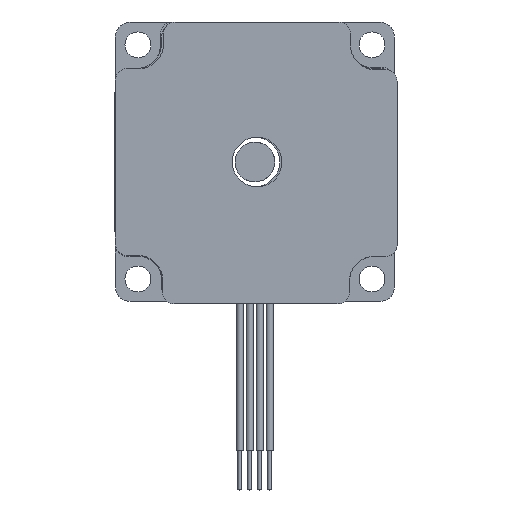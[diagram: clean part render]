
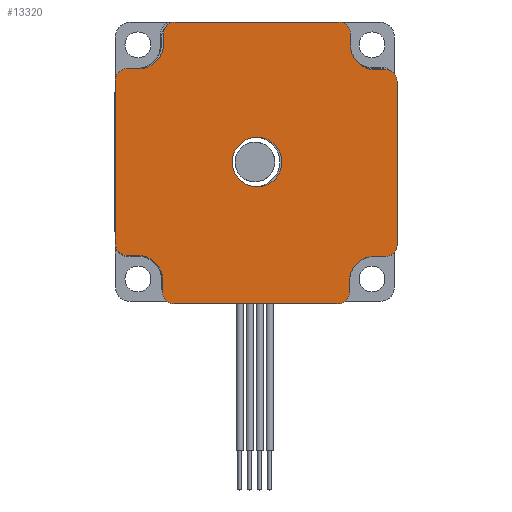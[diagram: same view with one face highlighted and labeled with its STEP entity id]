
A CAD part, top view. The second image highlights one B-rep face of the part: STEP entity #13320.
In plain terms, the highlighted face is planar.
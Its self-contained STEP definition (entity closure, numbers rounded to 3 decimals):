
#544=FACE_BOUND('',#1879,.T.);
#1122=FACE_OUTER_BOUND('',#1878,.T.);
#1878=EDGE_LOOP('',(#11584,#11585,#11586,#11587,#11588,#11589,#11590,#11591,
#11592,#11593,#11594,#11595,#11596,#11597,#11598,#11599,#11600,#11601,#11602,
#11603,#11604,#11605,#11606,#11607));
#1879=EDGE_LOOP('',(#11608));
#2926=LINE('',#22487,#4041);
#2927=LINE('',#22491,#4042);
#2928=LINE('',#22495,#4043);
#2929=LINE('',#22499,#4044);
#2930=LINE('',#22503,#4045);
#2931=LINE('',#22507,#4046);
#2932=LINE('',#22511,#4047);
#2933=LINE('',#22515,#4048);
#2934=LINE('',#22519,#4049);
#2935=LINE('',#22523,#4050);
#2936=LINE('',#22527,#4051);
#2937=LINE('',#22530,#4052);
#4041=VECTOR('',#18404,2.3);
#4042=VECTOR('',#18407,33.);
#4043=VECTOR('',#18410,2.1);
#4044=VECTOR('',#18413,2.417);
#4045=VECTOR('',#18416,33.);
#4046=VECTOR('',#18419,2.217);
#4047=VECTOR('',#18422,2.417);
#4048=VECTOR('',#18425,33.);
#4049=VECTOR('',#18428,2.217);
#4050=VECTOR('',#18431,2.3);
#4051=VECTOR('',#18434,33.);
#4052=VECTOR('',#18437,2.1);
#5046=CIRCLE('',#14743,5.);
#5049=CIRCLE('',#14750,5.);
#5050=CIRCLE('',#14751,2.3);
#5051=CIRCLE('',#14752,2.3);
#5052=CIRCLE('',#14753,5.);
#5053=CIRCLE('',#14754,2.3);
#5054=CIRCLE('',#14755,2.3);
#5055=CIRCLE('',#14756,5.);
#5056=CIRCLE('',#14757,2.3);
#5057=CIRCLE('',#14758,2.3);
#5058=CIRCLE('',#14759,5.);
#5059=CIRCLE('',#14760,2.3);
#5060=CIRCLE('',#14761,2.3);
#6223=VERTEX_POINT('',#22465);
#6230=VERTEX_POINT('',#22483);
#6231=VERTEX_POINT('',#22484);
#6232=VERTEX_POINT('',#22486);
#6233=VERTEX_POINT('',#22488);
#6234=VERTEX_POINT('',#22490);
#6235=VERTEX_POINT('',#22492);
#6236=VERTEX_POINT('',#22494);
#6237=VERTEX_POINT('',#22496);
#6238=VERTEX_POINT('',#22498);
#6239=VERTEX_POINT('',#22500);
#6240=VERTEX_POINT('',#22502);
#6241=VERTEX_POINT('',#22504);
#6242=VERTEX_POINT('',#22506);
#6243=VERTEX_POINT('',#22508);
#6244=VERTEX_POINT('',#22510);
#6245=VERTEX_POINT('',#22512);
#6246=VERTEX_POINT('',#22514);
#6247=VERTEX_POINT('',#22516);
#6248=VERTEX_POINT('',#22518);
#6249=VERTEX_POINT('',#22520);
#6250=VERTEX_POINT('',#22522);
#6251=VERTEX_POINT('',#22524);
#6252=VERTEX_POINT('',#22526);
#6253=VERTEX_POINT('',#22528);
#8068=EDGE_CURVE('',#6223,#6223,#5046,.T.);
#8075=EDGE_CURVE('',#6230,#6231,#5049,.T.);
#8076=EDGE_CURVE('',#6232,#6230,#2926,.T.);
#8077=EDGE_CURVE('',#6233,#6232,#5050,.T.);
#8078=EDGE_CURVE('',#6234,#6233,#2927,.T.);
#8079=EDGE_CURVE('',#6235,#6234,#5051,.T.);
#8080=EDGE_CURVE('',#6236,#6235,#2928,.T.);
#8081=EDGE_CURVE('',#6237,#6236,#5052,.T.);
#8082=EDGE_CURVE('',#6238,#6237,#2929,.T.);
#8083=EDGE_CURVE('',#6239,#6238,#5053,.T.);
#8084=EDGE_CURVE('',#6240,#6239,#2930,.T.);
#8085=EDGE_CURVE('',#6241,#6240,#5054,.T.);
#8086=EDGE_CURVE('',#6242,#6241,#2931,.T.);
#8087=EDGE_CURVE('',#6243,#6242,#5055,.T.);
#8088=EDGE_CURVE('',#6244,#6243,#2932,.T.);
#8089=EDGE_CURVE('',#6245,#6244,#5056,.T.);
#8090=EDGE_CURVE('',#6246,#6245,#2933,.T.);
#8091=EDGE_CURVE('',#6247,#6246,#5057,.T.);
#8092=EDGE_CURVE('',#6248,#6247,#2934,.T.);
#8093=EDGE_CURVE('',#6249,#6248,#5058,.T.);
#8094=EDGE_CURVE('',#6250,#6249,#2935,.T.);
#8095=EDGE_CURVE('',#6251,#6250,#5059,.T.);
#8096=EDGE_CURVE('',#6252,#6251,#2936,.T.);
#8097=EDGE_CURVE('',#6253,#6252,#5060,.T.);
#8098=EDGE_CURVE('',#6231,#6253,#2937,.T.);
#11584=ORIENTED_EDGE('',*,*,#8075,.F.);
#11585=ORIENTED_EDGE('',*,*,#8076,.F.);
#11586=ORIENTED_EDGE('',*,*,#8077,.F.);
#11587=ORIENTED_EDGE('',*,*,#8078,.F.);
#11588=ORIENTED_EDGE('',*,*,#8079,.F.);
#11589=ORIENTED_EDGE('',*,*,#8080,.F.);
#11590=ORIENTED_EDGE('',*,*,#8081,.F.);
#11591=ORIENTED_EDGE('',*,*,#8082,.F.);
#11592=ORIENTED_EDGE('',*,*,#8083,.F.);
#11593=ORIENTED_EDGE('',*,*,#8084,.F.);
#11594=ORIENTED_EDGE('',*,*,#8085,.F.);
#11595=ORIENTED_EDGE('',*,*,#8086,.F.);
#11596=ORIENTED_EDGE('',*,*,#8087,.F.);
#11597=ORIENTED_EDGE('',*,*,#8088,.F.);
#11598=ORIENTED_EDGE('',*,*,#8089,.F.);
#11599=ORIENTED_EDGE('',*,*,#8090,.F.);
#11600=ORIENTED_EDGE('',*,*,#8091,.F.);
#11601=ORIENTED_EDGE('',*,*,#8092,.F.);
#11602=ORIENTED_EDGE('',*,*,#8093,.F.);
#11603=ORIENTED_EDGE('',*,*,#8094,.F.);
#11604=ORIENTED_EDGE('',*,*,#8095,.F.);
#11605=ORIENTED_EDGE('',*,*,#8096,.F.);
#11606=ORIENTED_EDGE('',*,*,#8097,.F.);
#11607=ORIENTED_EDGE('',*,*,#8098,.F.);
#11608=ORIENTED_EDGE('',*,*,#8068,.F.);
#12681=PLANE('',#14749);
#13320=ADVANCED_FACE('',(#1122,#544),#12681,.F.);
#14743=AXIS2_PLACEMENT_3D('',#22466,#18384,#18385);
#14749=AXIS2_PLACEMENT_3D('',#22482,#18400,#18401);
#14750=AXIS2_PLACEMENT_3D('',#22485,#18402,#18403);
#14751=AXIS2_PLACEMENT_3D('',#22489,#18405,#18406);
#14752=AXIS2_PLACEMENT_3D('',#22493,#18408,#18409);
#14753=AXIS2_PLACEMENT_3D('',#22497,#18411,#18412);
#14754=AXIS2_PLACEMENT_3D('',#22501,#18414,#18415);
#14755=AXIS2_PLACEMENT_3D('',#22505,#18417,#18418);
#14756=AXIS2_PLACEMENT_3D('',#22509,#18420,#18421);
#14757=AXIS2_PLACEMENT_3D('',#22513,#18423,#18424);
#14758=AXIS2_PLACEMENT_3D('',#22517,#18426,#18427);
#14759=AXIS2_PLACEMENT_3D('',#22521,#18429,#18430);
#14760=AXIS2_PLACEMENT_3D('',#22525,#18432,#18433);
#14761=AXIS2_PLACEMENT_3D('',#22529,#18435,#18436);
#18384=DIRECTION('center_axis',(0.,-1.,0.));
#18385=DIRECTION('ref_axis',(0.,0.,1.));
#18400=DIRECTION('center_axis',(0.,1.,0.));
#18401=DIRECTION('ref_axis',(0.,0.,1.));
#18402=DIRECTION('center_axis',(0.,-1.,0.));
#18403=DIRECTION('ref_axis',(0.,0.,1.));
#18404=DIRECTION('',(0.,0.,1.));
#18405=DIRECTION('center_axis',(0.,1.,0.));
#18406=DIRECTION('ref_axis',(0.,0.,-1.));
#18407=DIRECTION('',(-1.,0.,0.));
#18408=DIRECTION('center_axis',(0.,1.,0.));
#18409=DIRECTION('ref_axis',(0.,0.,1.));
#18410=DIRECTION('',(0.,0.,-1.));
#18411=DIRECTION('center_axis',(0.,-1.,0.));
#18412=DIRECTION('ref_axis',(0.,0.,-1.));
#18413=DIRECTION('',(-1.,0.,0.));
#18414=DIRECTION('center_axis',(0.,1.,0.));
#18415=DIRECTION('ref_axis',(0.,0.,1.));
#18416=DIRECTION('',(0.,0.,-1.));
#18417=DIRECTION('center_axis',(0.,1.,0.));
#18418=DIRECTION('ref_axis',(0.,0.,1.));
#18419=DIRECTION('',(1.,0.,0.));
#18420=DIRECTION('center_axis',(0.,-1.,0.));
#18421=DIRECTION('ref_axis',(0.,0.,-1.));
#18422=DIRECTION('',(0.,0.,-1.));
#18423=DIRECTION('center_axis',(0.,1.,0.));
#18424=DIRECTION('ref_axis',(0.,0.,1.));
#18425=DIRECTION('',(1.,0.,0.));
#18426=DIRECTION('center_axis',(0.,1.,0.));
#18427=DIRECTION('ref_axis',(0.,0.,1.));
#18428=DIRECTION('',(0.,0.,1.));
#18429=DIRECTION('center_axis',(0.,-1.,0.));
#18430=DIRECTION('ref_axis',(0.,0.,1.));
#18431=DIRECTION('',(1.,0.,0.));
#18432=DIRECTION('center_axis',(0.,1.,0.));
#18433=DIRECTION('ref_axis',(0.,0.,1.));
#18434=DIRECTION('',(0.,0.,1.));
#18435=DIRECTION('center_axis',(0.,1.,0.));
#18436=DIRECTION('ref_axis',(0.,0.,1.));
#18437=DIRECTION('',(-1.,0.,0.));
#22465=CARTESIAN_POINT('',(0.,0.,-5.));
#22466=CARTESIAN_POINT('Origin',(0.,0.,0.));
#22482=CARTESIAN_POINT('Origin',(-23.8,0.,-23.6));
#22483=CARTESIAN_POINT('',(-18.8,0.,-23.6));
#22484=CARTESIAN_POINT('',(-23.8,0.,-18.6));
#22485=CARTESIAN_POINT('Origin',(-23.8,0.,-23.6));
#22486=CARTESIAN_POINT('',(-18.8,0.,-25.9));
#22487=CARTESIAN_POINT('',(-18.8,0.,-25.9));
#22488=CARTESIAN_POINT('',(-16.5,0.,-28.2));
#22489=CARTESIAN_POINT('Origin',(-16.5,0.,-25.9));
#22490=CARTESIAN_POINT('',(16.5,0.,-28.2));
#22491=CARTESIAN_POINT('',(16.5,0.,-28.2));
#22492=CARTESIAN_POINT('',(18.8,0.,-25.9));
#22493=CARTESIAN_POINT('Origin',(16.5,0.,-25.9));
#22494=CARTESIAN_POINT('',(18.8,0.,-23.8));
#22495=CARTESIAN_POINT('',(18.8,0.,-25.9));
#22496=CARTESIAN_POINT('',(23.8,0.,-18.8));
#22497=CARTESIAN_POINT('Origin',(23.8,0.,-23.8));
#22498=CARTESIAN_POINT('',(26.217,0.,-18.8));
#22499=CARTESIAN_POINT('',(26.217,0.,-18.8));
#22500=CARTESIAN_POINT('',(28.517,0.,-16.5));
#22501=CARTESIAN_POINT('Origin',(26.217,0.,-16.5));
#22502=CARTESIAN_POINT('',(28.517,0.,16.5));
#22503=CARTESIAN_POINT('',(28.517,0.,16.5));
#22504=CARTESIAN_POINT('',(26.217,0.,18.8));
#22505=CARTESIAN_POINT('Origin',(26.217,0.,16.5));
#22506=CARTESIAN_POINT('',(24.,0.,18.8));
#22507=CARTESIAN_POINT('',(26.217,0.,18.8));
#22508=CARTESIAN_POINT('',(19.,0.,23.8));
#22509=CARTESIAN_POINT('Origin',(24.,0.,23.8));
#22510=CARTESIAN_POINT('',(19.,0.,26.217));
#22511=CARTESIAN_POINT('',(19.,0.,26.217));
#22512=CARTESIAN_POINT('',(16.7,0.,28.517));
#22513=CARTESIAN_POINT('Origin',(16.7,0.,26.217));
#22514=CARTESIAN_POINT('',(-16.3,0.,28.517));
#22515=CARTESIAN_POINT('',(16.7,0.,28.517));
#22516=CARTESIAN_POINT('',(-18.6,0.,26.217));
#22517=CARTESIAN_POINT('Origin',(-16.3,0.,26.217));
#22518=CARTESIAN_POINT('',(-18.6,0.,24.));
#22519=CARTESIAN_POINT('',(-18.6,0.,26.217));
#22520=CARTESIAN_POINT('',(-23.6,0.,19.));
#22521=CARTESIAN_POINT('Origin',(-23.6,0.,24.));
#22522=CARTESIAN_POINT('',(-25.9,0.,19.));
#22523=CARTESIAN_POINT('',(-25.9,0.,19.));
#22524=CARTESIAN_POINT('',(-28.2,0.,16.7));
#22525=CARTESIAN_POINT('Origin',(-25.9,0.,16.7));
#22526=CARTESIAN_POINT('',(-28.2,0.,-16.3));
#22527=CARTESIAN_POINT('',(-28.2,0.,16.7));
#22528=CARTESIAN_POINT('',(-25.9,0.,-18.6));
#22529=CARTESIAN_POINT('Origin',(-25.9,0.,-16.3));
#22530=CARTESIAN_POINT('',(-25.9,0.,-18.6));
